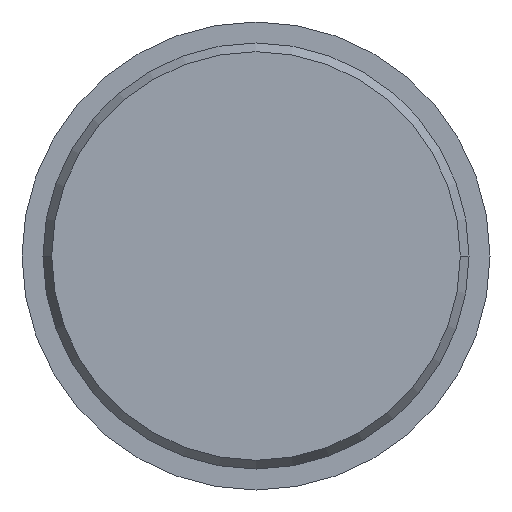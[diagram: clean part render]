
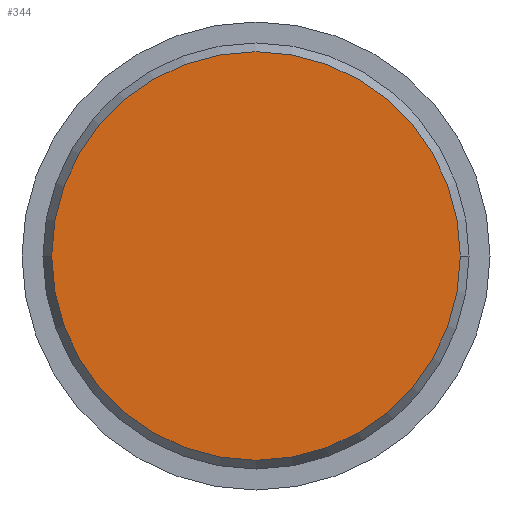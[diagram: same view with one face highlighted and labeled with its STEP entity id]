
A CAD part, front view. The second image highlights one B-rep face of the part: STEP entity #344.
In plain terms, the highlighted planar face has unit normal (0, -1, 0).
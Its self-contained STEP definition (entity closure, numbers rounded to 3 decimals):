
#9=CARTESIAN_POINT('',(0.,-36.,0.));
#10=DIRECTION('',(0.,1.,0.));
#11=DIRECTION('',(1.,0.,0.));
#12=AXIS2_PLACEMENT_3D('',#9,#10,#11);
#14=CARTESIAN_POINT('',(0.,-36.,0.));
#15=DIRECTION('',(0.,-1.,0.));
#16=DIRECTION('',(1.,0.,0.));
#17=AXIS2_PLACEMENT_3D('',#14,#15,#16);
#261=CARTESIAN_POINT('',(3.505,-36.,0.));
#263=VERTEX_POINT('',#261);
#277=CARTESIAN_POINT('',(-3.505,-36.,0.));
#279=VERTEX_POINT('',#277);
#333=CARTESIAN_POINT('',(0.,-36.,0.));
#334=DIRECTION('',(0.,-1.,0.));
#335=DIRECTION('',(-1.,0.,0.));
#336=AXIS2_PLACEMENT_3D('',#333,#334,#335);
#337=PLANE('',#336);
#339=ORIENTED_EDGE('',*,*,#338,.T.);
#341=ORIENTED_EDGE('',*,*,#340,.F.);
#342=EDGE_LOOP('',(#339,#341));
#343=FACE_OUTER_BOUND('',#342,.F.);
#344=ADVANCED_FACE('',(#343),#337,.T.);
#13=CIRCLE('',#12,3.505);
#18=CIRCLE('',#17,3.505);
#338=EDGE_CURVE('',#263,#279,#13,.T.);
#340=EDGE_CURVE('',#263,#279,#18,.T.);
